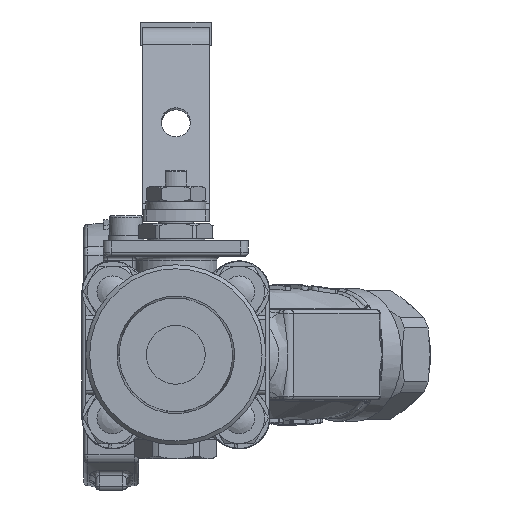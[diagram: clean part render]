
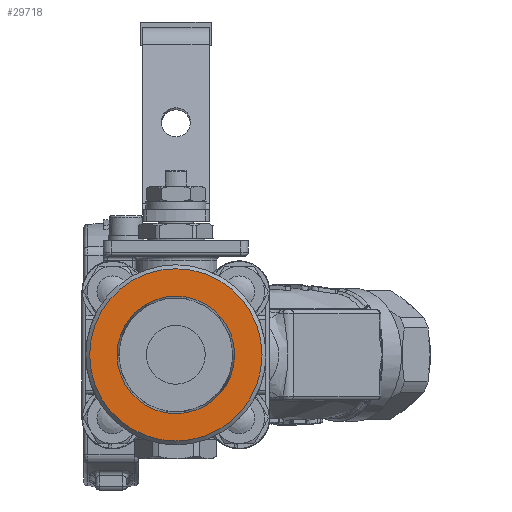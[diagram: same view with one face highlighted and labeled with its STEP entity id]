
A CAD part, left-side view. The second image highlights one B-rep face of the part: STEP entity #29718.
In plain terms, the highlighted planar face has unit normal (-1, 0, 0).
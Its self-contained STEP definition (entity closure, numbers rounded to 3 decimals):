
#2791=FACE_BOUND('',#6900,.T.);
#3406=PLANE('',#32852);
#5033=FACE_OUTER_BOUND('',#6899,.T.);
#6899=EDGE_LOOP('',(#26645));
#6900=EDGE_LOOP('',(#26646));
#11309=CIRCLE('',#32851,15.003);
#11310=CIRCLE('',#32853,22.);
#13993=VERTEX_POINT('',#63205);
#13994=VERTEX_POINT('',#63209);
#18242=EDGE_CURVE('',#13993,#13993,#11309,.T.);
#18244=EDGE_CURVE('',#13994,#13994,#11310,.T.);
#26645=ORIENTED_EDGE('',*,*,#18244,.F.);
#26646=ORIENTED_EDGE('',*,*,#18242,.T.);
#29718=ADVANCED_FACE('',(#5033,#2791),#3406,.T.);
#32851=AXIS2_PLACEMENT_3D('',#63206,#40374,#40375);
#32852=AXIS2_PLACEMENT_3D('',#63208,#40377,#40378);
#32853=AXIS2_PLACEMENT_3D('',#63210,#40379,#40380);
#40374=DIRECTION('center_axis',(1.,0.,0.));
#40375=DIRECTION('ref_axis',(0.,-1.,0.));
#40377=DIRECTION('center_axis',(-1.,0.,0.));
#40378=DIRECTION('ref_axis',(0.,-1.,0.));
#40379=DIRECTION('center_axis',(1.,0.,0.));
#40380=DIRECTION('ref_axis',(0.,1.,0.));
#63205=CARTESIAN_POINT('',(-135.036,33.836,-1.517));
#63206=CARTESIAN_POINT('Origin',(-135.036,18.833,-1.517));
#63208=CARTESIAN_POINT('Origin',(-135.036,18.833,-1.517));
#63209=CARTESIAN_POINT('',(-135.036,-3.167,-1.517));
#63210=CARTESIAN_POINT('Origin',(-135.036,18.833,-1.517));
